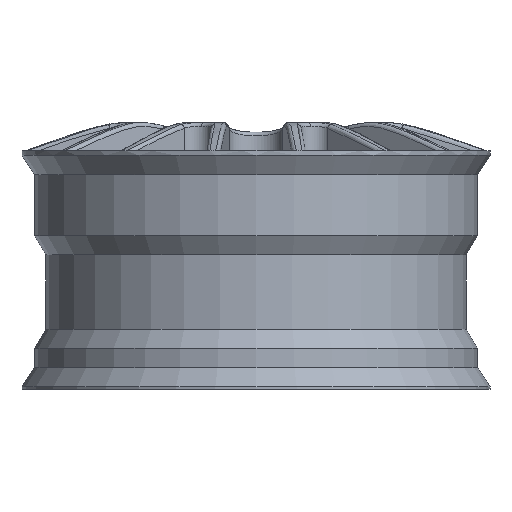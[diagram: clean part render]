
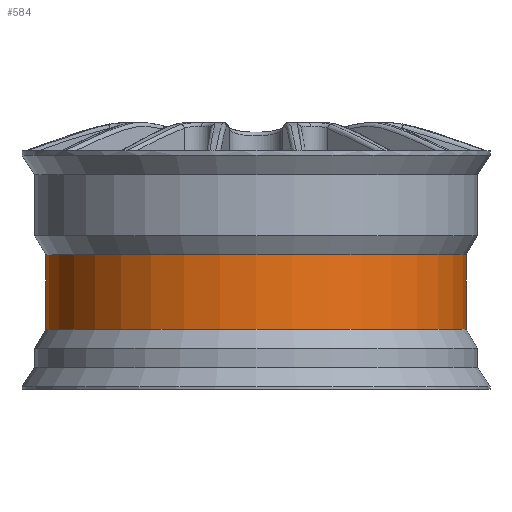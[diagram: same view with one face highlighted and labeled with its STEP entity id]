
A CAD part, front view. The second image highlights one B-rep face of the part: STEP entity #584.
In plain terms, the highlighted cylindrical face has radius 220 mm (diameter 440 mm), a full revolution.
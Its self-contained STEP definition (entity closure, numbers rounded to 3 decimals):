
#168=FACE_BOUND('',#1107,.T.);
#169=FACE_BOUND('',#1108,.T.);
#276=CYLINDRICAL_SURFACE('',#4798,220.);
#584=ADVANCED_FACE('',(#168,#169),#276,.T.);
#1107=EDGE_LOOP('',(#2078));
#1108=EDGE_LOOP('',(#2079));
#1434=CIRCLE('',#4795,220.);
#1435=CIRCLE('',#4797,220.);
#2078=ORIENTED_EDGE('',*,*,#3837,.F.);
#2079=ORIENTED_EDGE('',*,*,#3838,.T.);
#3246=VERTEX_POINT('',#7935);
#3247=VERTEX_POINT('',#7938);
#3837=EDGE_CURVE('',#3246,#3246,#1434,.T.);
#3838=EDGE_CURVE('',#3247,#3247,#1435,.T.);
#4795=AXIS2_PLACEMENT_3D('',#7934,#5556,#5557);
#4797=AXIS2_PLACEMENT_3D('',#7937,#5560,#5561);
#4798=AXIS2_PLACEMENT_3D('',#7939,#5562,#5563);
#5556=DIRECTION('',(0.,0.,1.));
#5557=DIRECTION('',(1.,0.,0.));
#5560=DIRECTION('',(0.,0.,1.));
#5561=DIRECTION('',(1.,0.,0.));
#5562=DIRECTION('',(0.,0.,1.));
#5563=DIRECTION('',(1.,0.,0.));
#7934=CARTESIAN_POINT('',(0.,0.,141.));
#7935=CARTESIAN_POINT('',(220.,0.,141.));
#7937=CARTESIAN_POINT('',(0.,0.,63.));
#7938=CARTESIAN_POINT('',(220.,0.,63.));
#7939=CARTESIAN_POINT('',(0.,0.,0.));
